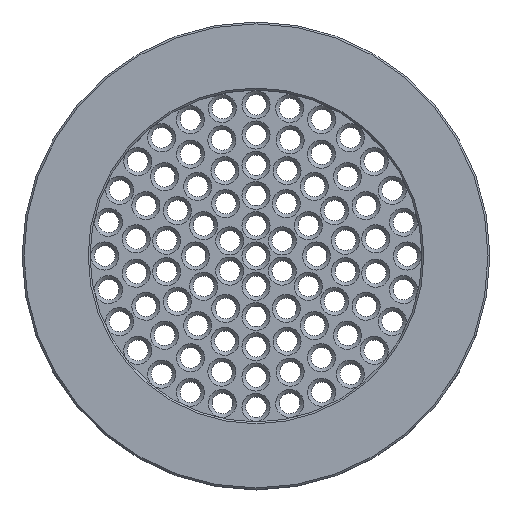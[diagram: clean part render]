
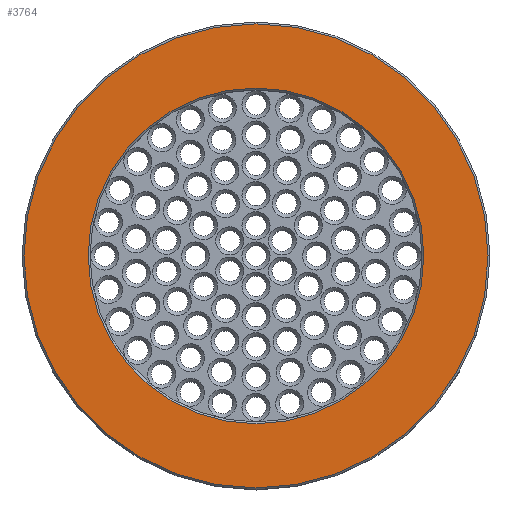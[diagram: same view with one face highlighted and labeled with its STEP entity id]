
A CAD part, top view. The second image highlights one B-rep face of the part: STEP entity #3764.
In plain terms, the highlighted planar face has unit normal (0, 0, 1).
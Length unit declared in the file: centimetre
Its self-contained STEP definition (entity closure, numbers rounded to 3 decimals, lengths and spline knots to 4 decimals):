
#284=PLANE('',#4389);
#638=VERTEX_POINT('',#6622);
#639=VERTEX_POINT('',#6625);
#995=CIRCLE('',#4388,2.275);
#996=CIRCLE('',#4390,3.145);
#1352=EDGE_CURVE('',#638,#638,#995,.T.);
#1353=EDGE_CURVE('',#639,#639,#996,.T.);
#2060=ORIENTED_EDGE('',*,*,#1353,.F.);
#2061=ORIENTED_EDGE('',*,*,#1352,.F.);
#2774=EDGE_LOOP('',(#2060));
#2775=EDGE_LOOP('',(#2061));
#3488=FACE_BOUND('',#2774,.T.);
#3489=FACE_BOUND('',#2775,.T.);
#3764=ADVANCED_FACE('',(#3488,#3489),#284,.T.);
#4388=AXIS2_PLACEMENT_3D('',#6621,#5632,#5633);
#4389=AXIS2_PLACEMENT_3D('',#6623,#5634,$);
#4390=AXIS2_PLACEMENT_3D('',#6624,#5635,#5636);
#5632=DIRECTION('',(0.,0.,1.));
#5633=DIRECTION('',(-2.275,0.,0.));
#5634=DIRECTION('',(0.,0.,1.));
#5635=DIRECTION('',(0.,0.,-1.));
#5636=DIRECTION('',(-3.145,0.,0.));
#6621=CARTESIAN_POINT('',(0.,0.,1.7));
#6622=CARTESIAN_POINT('',(2.275,0.,1.7));
#6623=CARTESIAN_POINT('',(0.,0.,1.7));
#6624=CARTESIAN_POINT('',(0.,0.,1.7));
#6625=CARTESIAN_POINT('',(3.145,0.,1.7));
